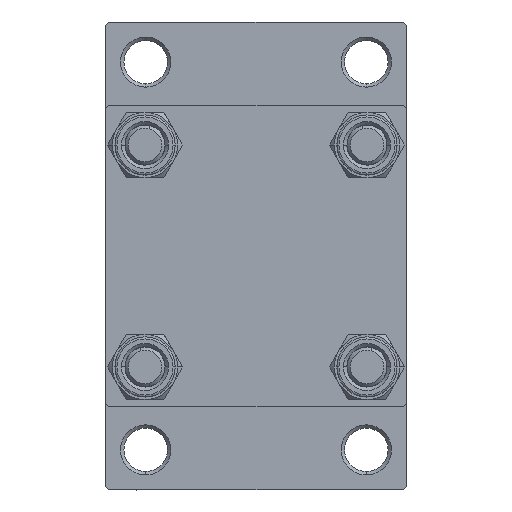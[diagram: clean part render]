
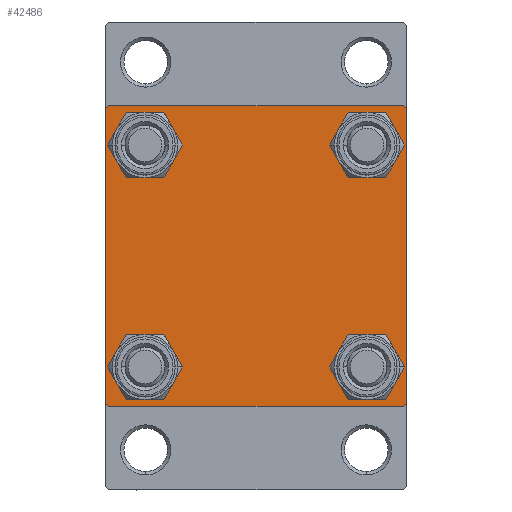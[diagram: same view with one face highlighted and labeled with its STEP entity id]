
A CAD part, left-side view. The second image highlights one B-rep face of the part: STEP entity #42486.
In plain terms, the highlighted planar face has unit normal (-1, 0, 0).
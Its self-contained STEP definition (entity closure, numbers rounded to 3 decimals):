
#92 = FACE_OUTER_BOUND ( 'NONE', #38268, .T. ) ;
#208 = CIRCLE ( 'NONE', #27574, 3.5 ) ;
#306 = VERTEX_POINT ( 'NONE', #34163 ) ;
#395 = EDGE_CURVE ( 'NONE', #18998, #44340, #10098, .T. ) ;
#742 = VERTEX_POINT ( 'NONE', #17401 ) ;
#949 = VECTOR ( 'NONE', #28711, 1000. ) ;
#1714 = CARTESIAN_POINT ( 'NONE',  ( 0., 22.5, 22. ) ) ;
#2585 = CARTESIAN_POINT ( 'NONE',  ( 0., 22.25, -22.25 ) ) ;
#2604 = ORIENTED_EDGE ( 'NONE', *, *, #34891, .T. ) ;
#2914 = VERTEX_POINT ( 'NONE', #34110 ) ;
#2984 = VECTOR ( 'NONE', #21724, 1000. ) ;
#3288 = EDGE_CURVE ( 'NONE', #40217, #30562, #208, .T. ) ;
#3644 = CIRCLE ( 'NONE', #30273, 3.5 ) ;
#3654 = CARTESIAN_POINT ( 'NONE',  ( 0., -22.25, -22.25 ) ) ;
#3704 = EDGE_CURVE ( 'NONE', #7999, #36095, #42566, .T. ) ;
#3758 = EDGE_LOOP ( 'NONE', ( #24549, #4947 ) ) ;
#4041 = CARTESIAN_POINT ( 'NONE',  ( 0., -22.5, 22.5 ) ) ;
#4163 = EDGE_CURVE ( 'NONE', #44340, #306, #44172, .T. ) ;
#4244 = AXIS2_PLACEMENT_3D ( 'NONE', #27137, #6346, #30954 ) ;
#4345 = CARTESIAN_POINT ( 'NONE',  ( 0., 16.6, 20.1 ) ) ;
#4512 = CIRCLE ( 'NONE', #14356, 3.5 ) ;
#4747 = DIRECTION ( 'NONE',  ( 0., -1., 0. ) ) ;
#4769 = AXIS2_PLACEMENT_3D ( 'NONE', #43220, #39634, #33198 ) ;
#4947 = ORIENTED_EDGE ( 'NONE', *, *, #23649, .T. ) ;
#5541 = CARTESIAN_POINT ( 'NONE',  ( 0., 16.6, 16.6 ) ) ;
#6211 = CIRCLE ( 'NONE', #27518, 3.5 ) ;
#6346 = DIRECTION ( 'NONE',  ( 1., 0., 0. ) ) ;
#6350 = EDGE_CURVE ( 'NONE', #9207, #36095, #45478, .T. ) ;
#6400 = DIRECTION ( 'NONE',  ( 0., -0.707, -0.707 ) ) ;
#7040 = EDGE_LOOP ( 'NONE', ( #18306, #10000 ) ) ;
#7611 = LINE ( 'NONE', #4041, #40198 ) ;
#7988 = AXIS2_PLACEMENT_3D ( 'NONE', #11906, #26887, #38326 ) ;
#7999 = VERTEX_POINT ( 'NONE', #21115 ) ;
#8680 = CARTESIAN_POINT ( 'NONE',  ( 0., -16.6, -16.6 ) ) ;
#9044 = CARTESIAN_POINT ( 'NONE',  ( 0., 16.6, -16.6 ) ) ;
#9207 = VERTEX_POINT ( 'NONE', #29504 ) ;
#9738 = LINE ( 'NONE', #2585, #23517 ) ;
#9982 = DIRECTION ( 'NONE',  ( 1., 0., 0. ) ) ;
#10000 = ORIENTED_EDGE ( 'NONE', *, *, #15715, .T. ) ;
#10098 = LINE ( 'NONE', #35562, #22941 ) ;
#10616 = CIRCLE ( 'NONE', #32640, 3.5 ) ;
#11906 = CARTESIAN_POINT ( 'NONE',  ( 0., -16.6, 16.6 ) ) ;
#12726 = DIRECTION ( 'NONE',  ( 1., 0., 0. ) ) ;
#12762 = EDGE_LOOP ( 'NONE', ( #26503, #23103 ) ) ;
#13025 = LINE ( 'NONE', #39437, #14155 ) ;
#13596 = EDGE_CURVE ( 'NONE', #20912, #20619, #33852, .T. ) ;
#14155 = VECTOR ( 'NONE', #46839, 1000. ) ;
#14200 = CARTESIAN_POINT ( 'NONE',  ( 0., -22.25, 22.25 ) ) ;
#14356 = AXIS2_PLACEMENT_3D ( 'NONE', #8680, #12726, #44435 ) ;
#14593 = CARTESIAN_POINT ( 'NONE',  ( 0., 22.5, 22.5 ) ) ;
#15406 = VECTOR ( 'NONE', #40338, 1000. ) ;
#15509 = VECTOR ( 'NONE', #4747, 1000. ) ;
#15715 = EDGE_CURVE ( 'NONE', #46219, #18750, #21727, .T. ) ;
#16629 = EDGE_CURVE ( 'NONE', #9207, #39750, #13025, .T. ) ;
#16766 = DIRECTION ( 'NONE',  ( 0., -1., 0. ) ) ;
#17401 = CARTESIAN_POINT ( 'NONE',  ( 0., -16.6, -20.1 ) ) ;
#18306 = ORIENTED_EDGE ( 'NONE', *, *, #25074, .T. ) ;
#18571 = DIRECTION ( 'NONE',  ( 0., 0., -1. ) ) ;
#18750 = VERTEX_POINT ( 'NONE', #37868 ) ;
#18998 = VERTEX_POINT ( 'NONE', #44970 ) ;
#20619 = VERTEX_POINT ( 'NONE', #43580 ) ;
#20912 = VERTEX_POINT ( 'NONE', #33255 ) ;
#21115 = CARTESIAN_POINT ( 'NONE',  ( 0., -22.5, 22. ) ) ;
#21267 = ORIENTED_EDGE ( 'NONE', *, *, #4163, .T. ) ;
#21503 = EDGE_CURVE ( 'NONE', #20619, #20912, #29517, .T. ) ;
#21724 = DIRECTION ( 'NONE',  ( 0., 0., -1. ) ) ;
#21727 = CIRCLE ( 'NONE', #4244, 3.5 ) ;
#21759 = FACE_BOUND ( 'NONE', #7040, .T. ) ;
#21973 = EDGE_CURVE ( 'NONE', #30562, #40217, #3644, .T. ) ;
#22941 = VECTOR ( 'NONE', #16766, 1000. ) ;
#23103 = ORIENTED_EDGE ( 'NONE', *, *, #21503, .T. ) ;
#23125 = EDGE_CURVE ( 'NONE', #7999, #306, #7611, .T. ) ;
#23517 = VECTOR ( 'NONE', #6400, 1000. ) ;
#23649 = EDGE_CURVE ( 'NONE', #742, #44030, #4512, .T. ) ;
#23858 = DIRECTION ( 'NONE',  ( 0., 0., 1. ) ) ;
#24499 = ORIENTED_EDGE ( 'NONE', *, *, #6350, .F. ) ;
#24549 = ORIENTED_EDGE ( 'NONE', *, *, #31774, .T. ) ;
#25074 = EDGE_CURVE ( 'NONE', #18750, #46219, #10616, .T. ) ;
#25197 = CARTESIAN_POINT ( 'NONE',  ( 0., 16.6, 13.1 ) ) ;
#26503 = ORIENTED_EDGE ( 'NONE', *, *, #13596, .T. ) ;
#26887 = DIRECTION ( 'NONE',  ( 1., 0., 0. ) ) ;
#27137 = CARTESIAN_POINT ( 'NONE',  ( 0., 16.6, -16.6 ) ) ;
#27518 = AXIS2_PLACEMENT_3D ( 'NONE', #37432, #40769, #37193 ) ;
#27554 = CARTESIAN_POINT ( 'NONE',  ( 0., -16.6, 16.6 ) ) ;
#27574 = AXIS2_PLACEMENT_3D ( 'NONE', #39280, #35934, #47141 ) ;
#27841 = EDGE_LOOP ( 'NONE', ( #34963, #41857 ) ) ;
#28125 = CARTESIAN_POINT ( 'NONE',  ( 0., 16.6, -20.1 ) ) ;
#28711 = DIRECTION ( 'NONE',  ( 0., 0.707, 0.707 ) ) ;
#29504 = CARTESIAN_POINT ( 'NONE',  ( 0., 22., 22.5 ) ) ;
#29517 = CIRCLE ( 'NONE', #34820, 3.5 ) ;
#29621 = PLANE ( 'NONE',  #4769 ) ;
#30273 = AXIS2_PLACEMENT_3D ( 'NONE', #5541, #38410, #23858 ) ;
#30562 = VERTEX_POINT ( 'NONE', #25197 ) ;
#30954 = DIRECTION ( 'NONE',  ( 0., 0., 1. ) ) ;
#31440 = CARTESIAN_POINT ( 'NONE',  ( 0., -22., -22.5 ) ) ;
#31774 = EDGE_CURVE ( 'NONE', #44030, #742, #6211, .T. ) ;
#32640 = AXIS2_PLACEMENT_3D ( 'NONE', #9044, #9982, #34989 ) ;
#33198 = DIRECTION ( 'NONE',  ( 0., 0., 1. ) ) ;
#33255 = CARTESIAN_POINT ( 'NONE',  ( 0., -16.6, 20.1 ) ) ;
#33852 = CIRCLE ( 'NONE', #7988, 3.5 ) ;
#33890 = ORIENTED_EDGE ( 'NONE', *, *, #16629, .T. ) ;
#34110 = CARTESIAN_POINT ( 'NONE',  ( 0., 22.5, -22. ) ) ;
#34163 = CARTESIAN_POINT ( 'NONE',  ( 0., -22.5, -22. ) ) ;
#34402 = EDGE_CURVE ( 'NONE', #39750, #2914, #43667, .T. ) ;
#34733 = CARTESIAN_POINT ( 'NONE',  ( 0., 22.5, 22.5 ) ) ;
#34820 = AXIS2_PLACEMENT_3D ( 'NONE', #27554, #45453, #42107 ) ;
#34891 = EDGE_CURVE ( 'NONE', #2914, #18998, #9738, .T. ) ;
#34963 = ORIENTED_EDGE ( 'NONE', *, *, #3288, .T. ) ;
#34975 = ORIENTED_EDGE ( 'NONE', *, *, #3704, .T. ) ;
#34989 = DIRECTION ( 'NONE',  ( 0., 0., 1. ) ) ;
#35562 = CARTESIAN_POINT ( 'NONE',  ( 0., 22.5, -22.5 ) ) ;
#35934 = DIRECTION ( 'NONE',  ( 1., 0., 0. ) ) ;
#36095 = VERTEX_POINT ( 'NONE', #40076 ) ;
#37193 = DIRECTION ( 'NONE',  ( 0., 0., 1. ) ) ;
#37432 = CARTESIAN_POINT ( 'NONE',  ( 0., -16.6, -16.6 ) ) ;
#37717 = CARTESIAN_POINT ( 'NONE',  ( 0., -16.6, -13.1 ) ) ;
#37868 = CARTESIAN_POINT ( 'NONE',  ( 0., 16.6, -13.1 ) ) ;
#38268 = EDGE_LOOP ( 'NONE', ( #39881, #2604, #42368, #21267, #38648, #34975, #24499, #33890 ) ) ;
#38326 = DIRECTION ( 'NONE',  ( 0., 0., 1. ) ) ;
#38410 = DIRECTION ( 'NONE',  ( 1., 0., 0. ) ) ;
#38648 = ORIENTED_EDGE ( 'NONE', *, *, #23125, .F. ) ;
#39280 = CARTESIAN_POINT ( 'NONE',  ( 0., 16.6, 16.6 ) ) ;
#39437 = CARTESIAN_POINT ( 'NONE',  ( 0., 22.25, 22.25 ) ) ;
#39634 = DIRECTION ( 'NONE',  ( -1., 0., 0. ) ) ;
#39750 = VERTEX_POINT ( 'NONE', #1714 ) ;
#39881 = ORIENTED_EDGE ( 'NONE', *, *, #34402, .T. ) ;
#40076 = CARTESIAN_POINT ( 'NONE',  ( 0., -22., 22.5 ) ) ;
#40198 = VECTOR ( 'NONE', #18571, 1000. ) ;
#40217 = VERTEX_POINT ( 'NONE', #4345 ) ;
#40338 = DIRECTION ( 'NONE',  ( 0., -0.707, 0.707 ) ) ;
#40769 = DIRECTION ( 'NONE',  ( 1., 0., 0. ) ) ;
#41857 = ORIENTED_EDGE ( 'NONE', *, *, #21973, .T. ) ;
#42107 = DIRECTION ( 'NONE',  ( 0., 0., 1. ) ) ;
#42368 = ORIENTED_EDGE ( 'NONE', *, *, #395, .T. ) ;
#42486 = ADVANCED_FACE ( 'NONE', ( #47038, #46807, #21759, #43457, #92 ), #29621, .T. ) ;
#42566 = LINE ( 'NONE', #14200, #949 ) ;
#43220 = CARTESIAN_POINT ( 'NONE',  ( 0., 0., 0. ) ) ;
#43457 = FACE_BOUND ( 'NONE', #27841, .T. ) ;
#43580 = CARTESIAN_POINT ( 'NONE',  ( 0., -16.6, 13.1 ) ) ;
#43667 = LINE ( 'NONE', #14593, #2984 ) ;
#44030 = VERTEX_POINT ( 'NONE', #37717 ) ;
#44172 = LINE ( 'NONE', #3654, #15406 ) ;
#44340 = VERTEX_POINT ( 'NONE', #31440 ) ;
#44435 = DIRECTION ( 'NONE',  ( 0., 0., 1. ) ) ;
#44970 = CARTESIAN_POINT ( 'NONE',  ( 0., 22., -22.5 ) ) ;
#45453 = DIRECTION ( 'NONE',  ( 1., 0., 0. ) ) ;
#45478 = LINE ( 'NONE', #34733, #15509 ) ;
#46219 = VERTEX_POINT ( 'NONE', #28125 ) ;
#46807 = FACE_BOUND ( 'NONE', #3758, .T. ) ;
#46839 = DIRECTION ( 'NONE',  ( 0., 0.707, -0.707 ) ) ;
#47038 = FACE_BOUND ( 'NONE', #12762, .T. ) ;
#47141 = DIRECTION ( 'NONE',  ( 0., 0., 1. ) ) ;
